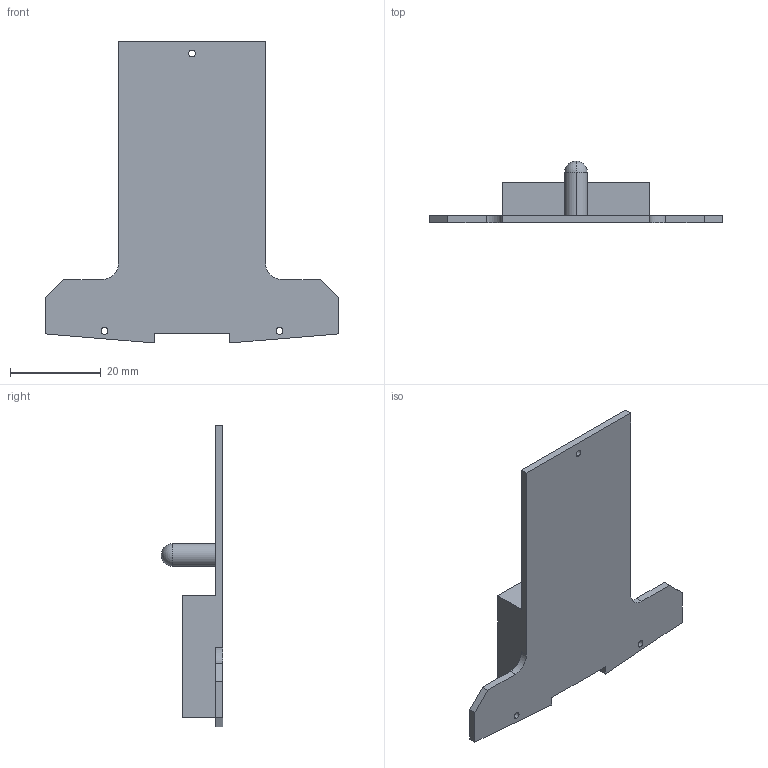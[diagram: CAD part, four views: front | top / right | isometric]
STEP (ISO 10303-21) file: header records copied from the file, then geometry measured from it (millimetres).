
FILE_DESCRIPTION (( 'STEP AP214' ), '1' );
FILE_NAME ('tLite PCB.STEP', '2022-04-01T11:05:43', ( '' ), ( '' ), 'SwSTEP 2.0', 'SolidWorks 2021', '' );
FILE_SCHEMA (( 'AUTOMOTIVE_DESIGN' ));
Length unit declared in the file: millimetre
Products named in the file (1): tLite PCB
Bounding box: 64.7 x 13.6 x 66.64 mm (x, y, z)
Volume: 10699.5 mm3; surface area: 6512.7 mm2
Topology: 1 solids, 1 shells, 32 faces, 90 edges, 59 vertices
Faces by surface type: plane 20, cylinder 10, sphere 2
Entity records: 1050 total; most frequent: CARTESIAN_POINT 176, DIRECTION 174, ORIENTED_EDGE 172, EDGE_CURVE 86, VECTOR 64, LINE 64, VERTEX_POINT 57, AXIS2_PLACEMENT_3D 55
